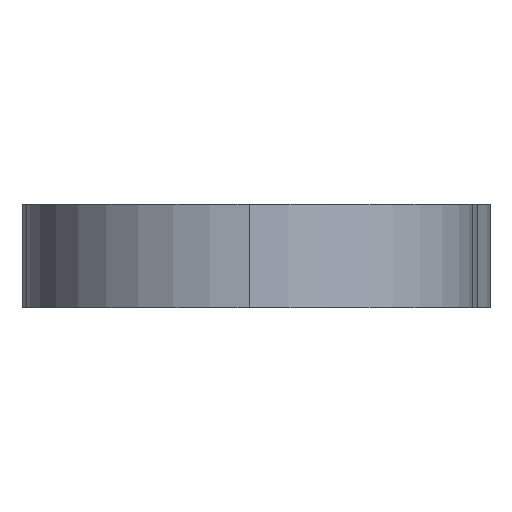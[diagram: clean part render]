
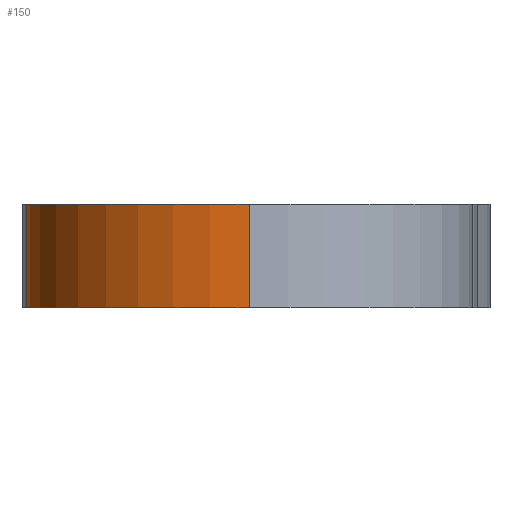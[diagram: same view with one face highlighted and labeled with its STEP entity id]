
A CAD part, left-side view. The second image highlights one B-rep face of the part: STEP entity #150.
In plain terms, the highlighted cylindrical face has radius 28 mm (diameter 56 mm), a partial arc.
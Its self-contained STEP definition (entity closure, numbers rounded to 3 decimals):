
#23 = CIRCLE ( 'NONE', #78, 28. ) ;
#55 = ORIENTED_EDGE ( 'NONE', *, *, #792, .F. ) ;
#58 = DIRECTION ( 'NONE',  ( -1., 0., 0. ) ) ;
#78 = AXIS2_PLACEMENT_3D ( 'NONE', #314, #521, #389 ) ;
#98 = VERTEX_POINT ( 'NONE', #550 ) ;
#115 = CARTESIAN_POINT ( 'NONE',  ( 0., 0., 0. ) ) ;
#150 = ADVANCED_FACE ( 'NONE', ( #800 ), #329, .T. ) ;
#185 = EDGE_CURVE ( 'NONE', #98, #273, #580, .T. ) ;
#188 = ORIENTED_EDGE ( 'NONE', *, *, #185, .T. ) ;
#192 = VERTEX_POINT ( 'NONE', #817 ) ;
#198 = VERTEX_POINT ( 'NONE', #838 ) ;
#237 = DIRECTION ( 'NONE',  ( 0., 0., 1. ) ) ;
#248 = DIRECTION ( 'NONE',  ( 0., 0., -1. ) ) ;
#273 = VERTEX_POINT ( 'NONE', #297 ) ;
#297 = CARTESIAN_POINT ( 'NONE',  ( -28., 0., 0. ) ) ;
#300 = EDGE_CURVE ( 'NONE', #192, #98, #507, .T. ) ;
#312 = CARTESIAN_POINT ( 'NONE',  ( -28., 0., 13. ) ) ;
#314 = CARTESIAN_POINT ( 'NONE',  ( 0., 0., 13. ) ) ;
#324 = CARTESIAN_POINT ( 'NONE',  ( 0., 0., 13. ) ) ;
#329 = CYLINDRICAL_SURFACE ( 'NONE', #542, 28. ) ;
#387 = VECTOR ( 'NONE', #248, 1000. ) ;
#389 = DIRECTION ( 'NONE',  ( 1., 0., 0. ) ) ;
#407 = EDGE_CURVE ( 'NONE', #198, #273, #520, .T. ) ;
#476 = CARTESIAN_POINT ( 'NONE',  ( 28., 0., 13. ) ) ;
#507 = LINE ( 'NONE', #476, #779 ) ;
#520 = LINE ( 'NONE', #312, #387 ) ;
#521 = DIRECTION ( 'NONE',  ( 0., 0., 1. ) ) ;
#542 = AXIS2_PLACEMENT_3D ( 'NONE', #324, #602, #58 ) ;
#550 = CARTESIAN_POINT ( 'NONE',  ( 28., 0., 0. ) ) ;
#568 = ORIENTED_EDGE ( 'NONE', *, *, #300, .T. ) ;
#580 = CIRCLE ( 'NONE', #688, 28. ) ;
#602 = DIRECTION ( 'NONE',  ( 0., 0., -1. ) ) ;
#642 = ORIENTED_EDGE ( 'NONE', *, *, #407, .F. ) ;
#688 = AXIS2_PLACEMENT_3D ( 'NONE', #115, #237, #828 ) ;
#779 = VECTOR ( 'NONE', #922, 1000. ) ;
#792 = EDGE_CURVE ( 'NONE', #192, #198, #23, .T. ) ;
#800 = FACE_OUTER_BOUND ( 'NONE', #836, .T. ) ;
#817 = CARTESIAN_POINT ( 'NONE',  ( 28., 0., 13. ) ) ;
#828 = DIRECTION ( 'NONE',  ( 1., 0., 0. ) ) ;
#836 = EDGE_LOOP ( 'NONE', ( #55, #568, #188, #642 ) ) ;
#838 = CARTESIAN_POINT ( 'NONE',  ( -28., 0., 13. ) ) ;
#922 = DIRECTION ( 'NONE',  ( 0., 0., -1. ) ) ;
